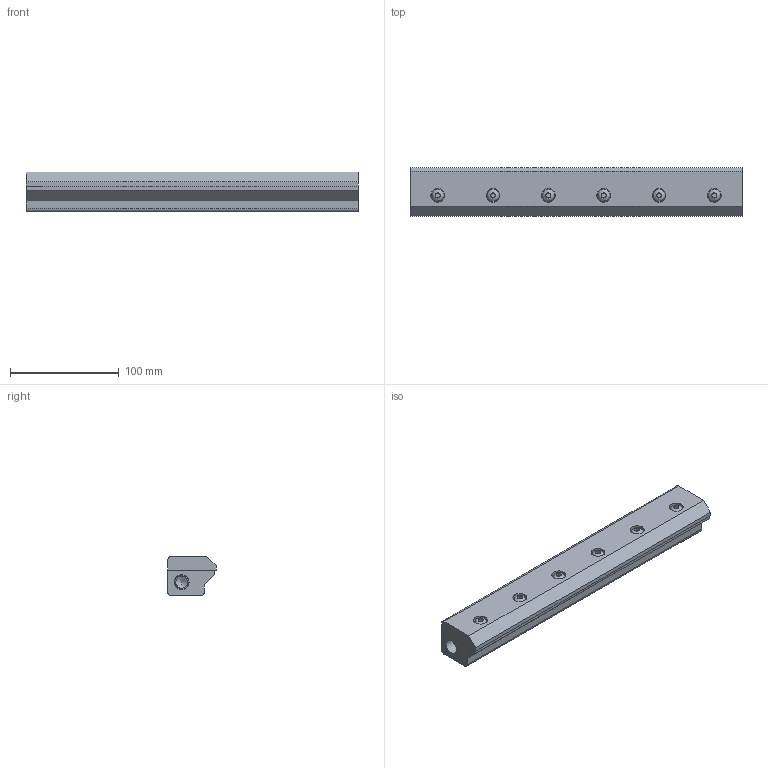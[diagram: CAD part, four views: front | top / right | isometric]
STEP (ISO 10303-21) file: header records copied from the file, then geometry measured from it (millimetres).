
FILE_DESCRIPTION((''),'2;1');
FILE_NAME('110012.stp','2010-04-27T10:36:06',('michael witt'),(''),'Autodesk Inventor 2010','Autodesk Inventor 2010','');
FILE_SCHEMA(('AUTOMOTIVE_DESIGN { 1 0 10303 214 1 1 1 1 }'));
Length unit declared in the file: inch
Products named in the file (9): Assembly8; Part70; Part72; Part74; Part76; Part78; Part80; Part82; Part84
Assembly tree (8 placements, depth 2):
  Assembly8
    Part70
    Part72
    Part74
    Part76
    Part78
    Part80
    Part82
    Part84
Bounding box: 304.8 x 44.44 x 36.69 mm (x, y, z)
Volume: 414398.8 mm3; surface area: 83859.3 mm2
Topology: 8 solids, 8 shells, 142 faces, 311 edges, 207 vertices
Faces by surface type: plane 82, cylinder 34, bspline 18, cone 8
Full cylindrical faces by diameter (mm): 5.105 x6, 6.35 x6, 7.163 x6, 10.999 x1, 11.1 x6, 12.7 x6
Entity records: 4145 total; most frequent: CARTESIAN_POINT 1011, DIRECTION 614, ORIENTED_EDGE 476, EDGE_LOOP 242, EDGE_CURVE 238, AXIS2_PLACEMENT_3D 235, VERTEX_POINT 188, VECTOR 144
